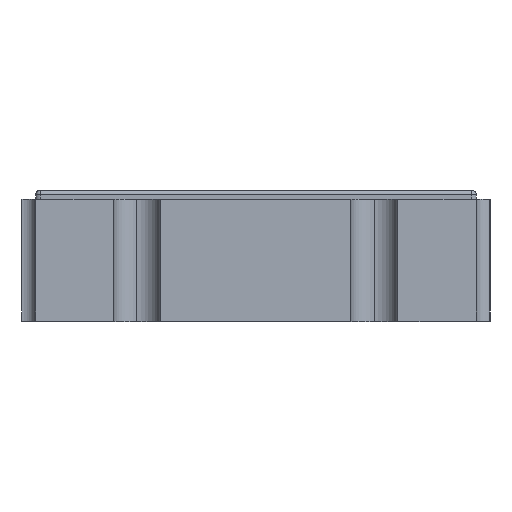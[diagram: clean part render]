
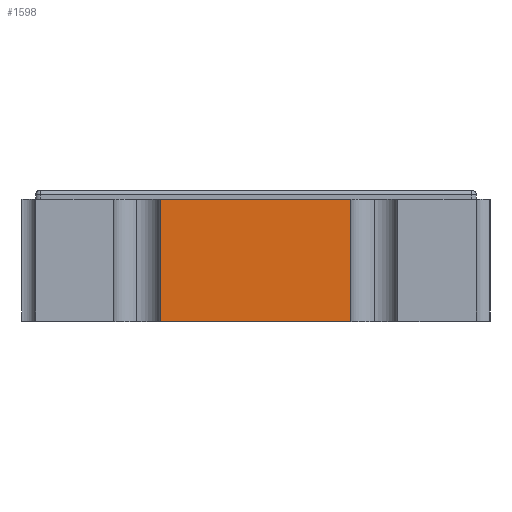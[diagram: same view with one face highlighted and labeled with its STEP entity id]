
A CAD part, left-side view. The second image highlights one B-rep face of the part: STEP entity #1598.
In plain terms, the highlighted planar face has unit normal (-1, 0, 0).
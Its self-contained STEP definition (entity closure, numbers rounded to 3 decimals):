
#32 = EDGE_CURVE('',#33,#35,#37,.T.);
#33 = VERTEX_POINT('',#34);
#34 = CARTESIAN_POINT('',(-3.5,-1.011,
    0.06));
#35 = VERTEX_POINT('',#36);
#36 = CARTESIAN_POINT('',(-3.5,-1.011,1.37));
#37 = LINE('',#38,#39);
#38 = CARTESIAN_POINT('',(-3.5,-1.011,
    0.07));
#39 = VECTOR('',#40,1.);
#40 = DIRECTION('',(0.,0.,1.));
#143 = VERTEX_POINT('',#144);
#144 = CARTESIAN_POINT('',(-3.5,-0.753,
    0.07));
#150 = EDGE_CURVE('',#151,#143,#153,.T.);
#151 = VERTEX_POINT('',#152);
#152 = CARTESIAN_POINT('',(-3.5,0.778,
    0.07));
#153 = LINE('',#154,#155);
#154 = CARTESIAN_POINT('',(-3.5,2.5,
    0.07));
#155 = VECTOR('',#156,1.);
#156 = DIRECTION('',(0.,-1.,0.));
#780 = VERTEX_POINT('',#781);
#781 = CARTESIAN_POINT('',(-3.5,0.778,
    0.06));
#789 = EDGE_CURVE('',#780,#151,#790,.T.);
#790 = LINE('',#791,#792);
#791 = CARTESIAN_POINT('',(-3.5,0.778,
    0.07));
#792 = VECTOR('',#793,1.);
#793 = DIRECTION('',(0.,0.,1.));
#812 = VERTEX_POINT('',#813);
#813 = CARTESIAN_POINT('',(-3.5,-0.753,
    0.06));
#819 = EDGE_CURVE('',#143,#812,#820,.T.);
#820 = LINE('',#821,#822);
#821 = CARTESIAN_POINT('',(-3.5,-0.753,
    0.07));
#822 = VECTOR('',#823,1.);
#823 = DIRECTION('',(0.,0.,-1.));
#861 = EDGE_CURVE('',#812,#33,#862,.T.);
#862 = LINE('',#863,#864);
#863 = CARTESIAN_POINT('',(-3.5,2.5,
    0.06));
#864 = VECTOR('',#865,1.);
#865 = DIRECTION('',(0.,-1.,0.));
#1280 = VERTEX_POINT('',#1281);
#1281 = CARTESIAN_POINT('',(-3.5,1.025,1.37));
#1288 = EDGE_CURVE('',#35,#1280,#1289,.T.);
#1289 = LINE('',#1290,#1291);
#1290 = CARTESIAN_POINT('',(-3.5,0.33,1.37));
#1291 = VECTOR('',#1292,1.);
#1292 = DIRECTION('',(0.,1.,0.));
#1318 = EDGE_CURVE('',#780,#1319,#1321,.T.);
#1319 = VERTEX_POINT('',#1320);
#1320 = CARTESIAN_POINT('',(-3.5,1.025,
    0.06));
#1321 = LINE('',#1322,#1323);
#1322 = CARTESIAN_POINT('',(-3.5,1.274,
    0.06));
#1323 = VECTOR('',#1324,1.);
#1324 = DIRECTION('',(0.,1.,0.));
#1598 = ADVANCED_FACE('',(#1599),#1614,.T.);
#1599 = FACE_BOUND('',#1600,.T.);
#1600 = EDGE_LOOP('',(#1601,#1602,#1603,#1609,#1610,#1611,#1612,#1613));
#1601 = ORIENTED_EDGE('',*,*,#32,.T.);
#1602 = ORIENTED_EDGE('',*,*,#1288,.T.);
#1603 = ORIENTED_EDGE('',*,*,#1604,.T.);
#1604 = EDGE_CURVE('',#1280,#1319,#1605,.T.);
#1605 = LINE('',#1606,#1607);
#1606 = CARTESIAN_POINT('',(-3.5,1.025,
    0.07));
#1607 = VECTOR('',#1608,1.);
#1608 = DIRECTION('',(0.,0.,-1.));
#1609 = ORIENTED_EDGE('',*,*,#1318,.F.);
#1610 = ORIENTED_EDGE('',*,*,#789,.T.);
#1611 = ORIENTED_EDGE('',*,*,#150,.T.);
#1612 = ORIENTED_EDGE('',*,*,#819,.T.);
#1613 = ORIENTED_EDGE('',*,*,#861,.T.);
#1614 = PLANE('',#1615);
#1615 = AXIS2_PLACEMENT_3D('',#1616,#1617,#1618);
#1616 = CARTESIAN_POINT('',(-3.5,2.5,
    0.07));
#1617 = DIRECTION('',(-1.,0.,0.));
#1618 = DIRECTION('',(0.,0.,1.));
